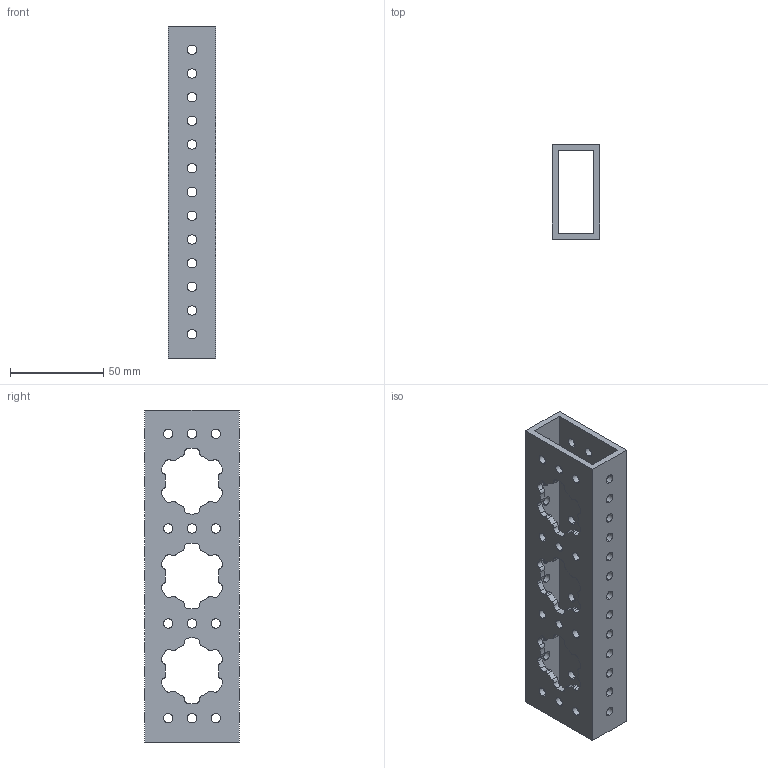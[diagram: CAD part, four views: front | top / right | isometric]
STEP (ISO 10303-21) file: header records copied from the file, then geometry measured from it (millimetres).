
FILE_DESCRIPTION (( 'STEP AP203' ), '1' );
FILE_NAME ('REV-21-3560.STEP', '2024-09-18T19:50:18', ( '' ), ( '' ), 'SwSTEP 2.0', 'SolidWorks 2022', '' );
FILE_SCHEMA (( 'CONFIG_CONTROL_DESIGN' ));
Length unit declared in the file: millimetre
Products named in the file (1): REV-21-3560
Bounding box: 25.4 x 50.8 x 177.8 mm (x, y, z)
Volume: 60427.7 mm3; surface area: 43714.6 mm2
Topology: 1 solids, 1 shells, 356 faces, 1062 edges, 708 vertices
Faces by surface type: cylinder 346, plane 10
Entity records: 12703 total; most frequent: DIRECTION 2468, CARTESIAN_POINT 2127, ORIENTED_EDGE 2124, EDGE_CURVE 1062, AXIS2_PLACEMENT_3D 1049, VERTEX_POINT 708, CIRCLE 692, EDGE_LOOP 470
